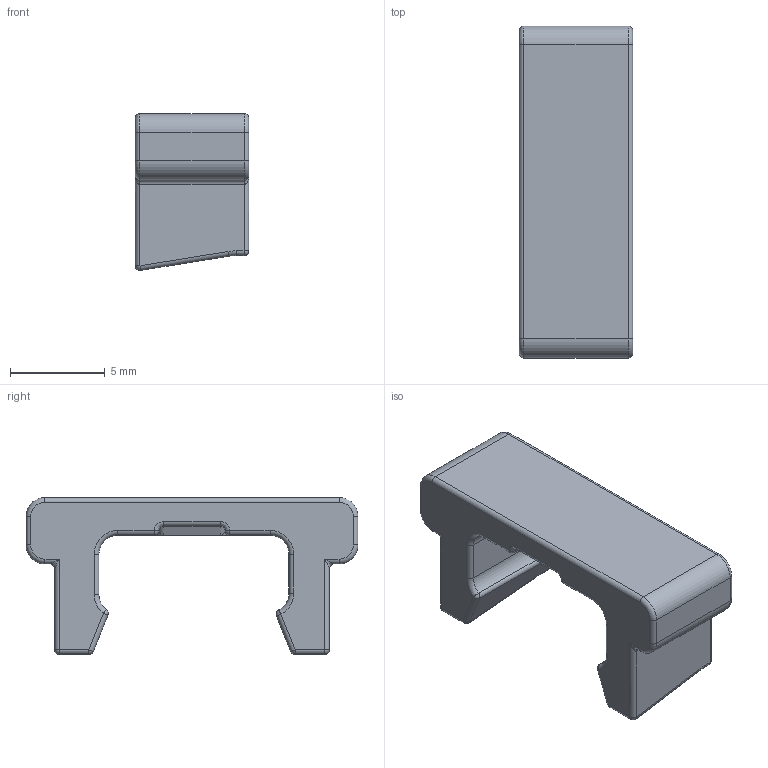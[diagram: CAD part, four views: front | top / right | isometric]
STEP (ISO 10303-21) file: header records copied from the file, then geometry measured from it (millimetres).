
FILE_DESCRIPTION(/* description */ (''),/* implementation_level */ '2;1');
FILE_NAME(/* name */ 'MRU Clip v7.step',/* time_stamp */ '2021-04-20T07:05:43-05:00',/* author */ (''),/* organization */ (''),/* preprocessor_version */ 'ST-DEVELOPER v18.1',/* originating_system */ 'Autodesk Translation Framework v10.6.0.1341',/* authorisation */ '');
FILE_SCHEMA (('AUTOMOTIVE_DESIGN { 1 0 10303 214 3 1 1 }'));
Length unit declared in the file: millimetre
Products named in the file (1): MRU Clip
Bounding box: 5.98 x 17.5 x 8.27 mm (x, y, z)
Volume: 392.4 mm3; surface area: 477.6 mm2
Topology: 1 solids, 1 shells, 116 faces, 252 edges, 134 vertices
Faces by surface type: cylinder 55, plane 19, torus 18, sphere 14, bspline 10
Entity records: 3322 total; most frequent: CARTESIAN_POINT 729, DIRECTION 604, ORIENTED_EDGE 496, AXIS2_PLACEMENT_3D 249, EDGE_CURVE 248, VERTEX_POINT 134, CIRCLE 122, FACE_OUTER_BOUND 116
